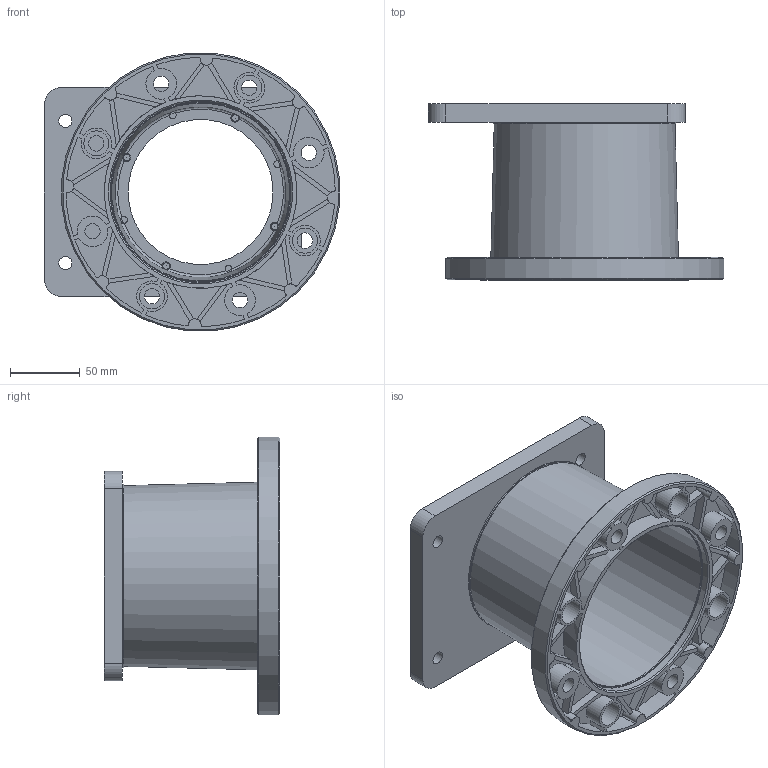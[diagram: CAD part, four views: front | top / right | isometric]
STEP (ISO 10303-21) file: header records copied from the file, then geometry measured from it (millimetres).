
FILE_DESCRIPTION(('STEP AP203'),'2;1');
FILE_NAME('L2011.stp','2005-07-21T17:02:28',(''),(''),'9.0.0','THINKDESIGN','');
FILE_SCHEMA(('CONFIG_CONTROL_DESIGN'));
Length unit declared in the file: millimetre
Bounding box: 211.62 x 126 x 199.24 mm (x, y, z)
Volume: 543552.4 mm3; surface area: 227974.4 mm2
Topology: 6 solids, 6 shells, 353 faces, 1096 edges, 763 vertices
Faces by surface type: plane 166, cylinder 152, bspline 35
Full cylindrical faces by diameter (mm): 4.774 x4, 5 x8, 6 x4, 7 x4, 9.5 x4, 10 x4, 11 x12, 18 x4, 104 x1, 105 x1, 126 x2, 130 x1, 200 x1
Entity records: 13651 total; most frequent: CARTESIAN_POINT 3258, DIRECTION 2240, ORIENTED_EDGE 2144, EDGE_CURVE 1072, AXIS2_PLACEMENT_3D 870, VERTEX_POINT 747, CIRCLE 552, VECTOR 500
